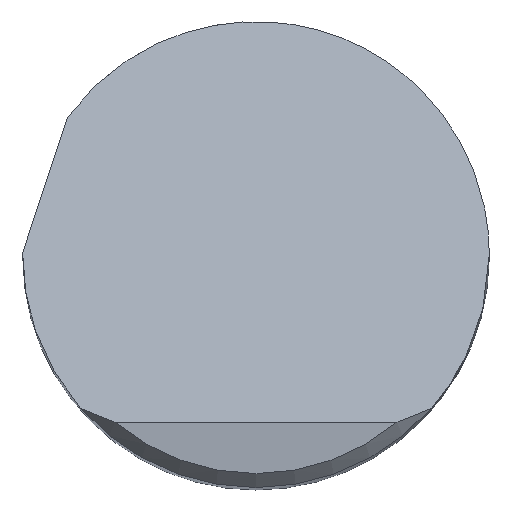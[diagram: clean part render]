
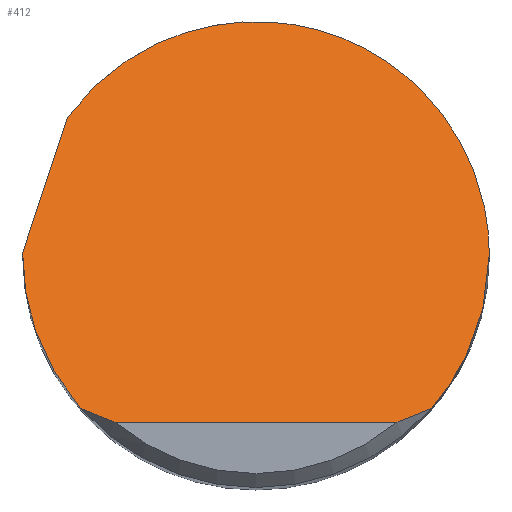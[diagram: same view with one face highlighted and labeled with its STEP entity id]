
A CAD part, top view. The second image highlights one B-rep face of the part: STEP entity #412.
In plain terms, the highlighted planar face has unit normal (0, 0.707, 0.707).
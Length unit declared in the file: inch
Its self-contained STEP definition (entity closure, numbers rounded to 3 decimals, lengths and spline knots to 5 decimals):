
#9 = EDGE_CURVE ( 'NONE', #548, #241, #238, .T. ) ;
#13 = CARTESIAN_POINT ( 'NONE',  ( -0.25, -0.06141, 2.38141 ) ) ;
#35 = ORIENTED_EDGE ( 'NONE', *, *, #448, .T. ) ;
#40 = VERTEX_POINT ( 'NONE', #141 ) ;
#62 = ORIENTED_EDGE ( 'NONE', *, *, #469, .F. ) ;
#68 = CARTESIAN_POINT ( 'NONE',  ( -0.25, 0.00133, 2.31867 ) ) ;
#115 = ORIENTED_EDGE ( 'NONE', *, *, #296, .F. ) ;
#124 = CARTESIAN_POINT ( 'NONE',  ( -0.18782, -0.165, 2.485 ) ) ;
#136 = CARTESIAN_POINT ( 'NONE',  ( 0.22834, -0.11887, 2.43887 ) ) ;
#141 = CARTESIAN_POINT ( 'NONE',  ( 0.15108, -0.18, 2.5 ) ) ;
#164 = B_SPLINE_CURVE_WITH_KNOTS ( 'NONE', 3,
 ( #124, #433, #604, #711 ),
 .UNSPECIFIED., .F., .F.,
 ( 4, 4 ),
 ( 0., 0.00108 ),
 .UNSPECIFIED. ) ;
#190 = DIRECTION ( 'NONE',  ( 1., 0., 0. ) ) ;
#203 = LINE ( 'NONE', #715, #331 ) ;
#224 = CARTESIAN_POINT ( 'NONE',  ( 0.17589, -0.1704, 2.4904 ) ) ;
#236 = B_SPLINE_CURVE_WITH_KNOTS ( 'NONE', 3,
 ( #515, #355, #224, #462 ),
 .UNSPECIFIED., .F., .F.,
 ( 4, 4 ),
 ( 0., 0.00108 ),
 .UNSPECIFIED. ) ;
#238 =( BOUNDED_CURVE ( )  B_SPLINE_CURVE ( 3, ( #727, #479, #136, #600 ),
 .UNSPECIFIED., .F., .F. ) 
 B_SPLINE_CURVE_WITH_KNOTS ( ( 4, 4 ),
 ( 1.5708, 2.29162 ),
 .UNSPECIFIED. ) 
 CURVE ( )  GEOMETRIC_REPRESENTATION_ITEM ( )  RATIONAL_B_SPLINE_CURVE ( ( 1., 0.957, 0.957, 1. ) ) 
 REPRESENTATION_ITEM ( '' )  );
#241 = VERTEX_POINT ( 'NONE', #675 ) ;
#244 = VERTEX_POINT ( 'NONE', #683 ) ;
#253 = DIRECTION ( 'NONE',  ( 0.227, 0.689, -0.689 ) ) ;
#258 = CARTESIAN_POINT ( 'NONE',  ( -0.18782, -0.165, 2.485 ) ) ;
#261 = DIRECTION ( 'NONE',  ( 0., 0.707, -0.707 ) ) ;
#268 = CARTESIAN_POINT ( 'NONE',  ( -0.20198, 0.14732, 2.17268 ) ) ;
#296 = EDGE_CURVE ( 'NONE', #555, #548, #327, .T. ) ;
#327 =( BOUNDED_CURVE ( )  B_SPLINE_CURVE ( 3, ( #268, #391, #614, #336 ),
 .UNSPECIFIED., .F., .F. ) 
 B_SPLINE_CURVE_WITH_KNOTS ( ( 4, 4 ),
 ( 5.34257, 7.85398 ),
 .UNSPECIFIED. ) 
 CURVE ( )  GEOMETRIC_REPRESENTATION_ITEM ( )  RATIONAL_B_SPLINE_CURVE ( ( 1., 0.54, 0.54, 1. ) ) 
 REPRESENTATION_ITEM ( '' )  );
#331 = VECTOR ( 'NONE', #253, 39.37008 ) ;
#333 = CARTESIAN_POINT ( 'NONE',  ( 0.25, 0., 2.32 ) ) ;
#334 = ORIENTED_EDGE ( 'NONE', *, *, #708, .T. ) ;
#336 = CARTESIAN_POINT ( 'NONE',  ( 0.25, 0., 2.32 ) ) ;
#355 = CARTESIAN_POINT ( 'NONE',  ( 0.16367, -0.17542, 2.49542 ) ) ;
#368 = CARTESIAN_POINT ( 'NONE',  ( -0.25, 0., 2.32 ) ) ;
#371 = CARTESIAN_POINT ( 'NONE',  ( -0.18782, -0.165, 2.485 ) ) ;
#376 =( BOUNDED_CURVE ( )  B_SPLINE_CURVE ( 3, ( #368, #589, #68, #531 ),
 .UNSPECIFIED., .F., .F. ) 
 B_SPLINE_CURVE_WITH_KNOTS ( ( 4, 4 ),
 ( 4.71239, 4.72039 ),
 .UNSPECIFIED. ) 
 CURVE ( )  GEOMETRIC_REPRESENTATION_ITEM ( )  RATIONAL_B_SPLINE_CURVE ( ( 1., 1., 1., 1. ) ) 
 REPRESENTATION_ITEM ( '' )  );
#380 = CARTESIAN_POINT ( 'NONE',  ( -0.25, -0.18, 2.5 ) ) ;
#391 = CARTESIAN_POINT ( 'NONE',  ( -0.02903, 0.38443, 1.93557 ) ) ;
#412 = ADVANCED_FACE ( 'NONE', ( #490 ), #587, .F. ) ;
#416 = ORIENTED_EDGE ( 'NONE', *, *, #529, .T. ) ;
#423 = CARTESIAN_POINT ( 'NONE',  ( -0.22834, -0.11887, 2.43887 ) ) ;
#433 = CARTESIAN_POINT ( 'NONE',  ( -0.17589, -0.1704, 2.4904 ) ) ;
#448 = EDGE_CURVE ( 'NONE', #480, #40, #483, .T. ) ;
#462 = CARTESIAN_POINT ( 'NONE',  ( 0.18782, -0.165, 2.485 ) ) ;
#469 = EDGE_CURVE ( 'NONE', #632, #555, #203, .T. ) ;
#476 = AXIS2_PLACEMENT_3D ( 'NONE', #380, #545, #261 ) ;
#479 = CARTESIAN_POINT ( 'NONE',  ( 0.25, -0.06141, 2.38141 ) ) ;
#480 = VERTEX_POINT ( 'NONE', #671 ) ;
#483 = LINE ( 'NONE', #487, #597 ) ;
#487 = CARTESIAN_POINT ( 'NONE',  ( 0., -0.18, 2.5 ) ) ;
#490 = FACE_OUTER_BOUND ( 'NONE', #560, .T. ) ;
#494 = ORIENTED_EDGE ( 'NONE', *, *, #541, .F. ) ;
#515 = CARTESIAN_POINT ( 'NONE',  ( 0.15108, -0.18, 2.5 ) ) ;
#520 = ORIENTED_EDGE ( 'NONE', *, *, #9, .F. ) ;
#529 = EDGE_CURVE ( 'NONE', #581, #480, #164, .T. ) ;
#531 = CARTESIAN_POINT ( 'NONE',  ( -0.24999, 0.002, 2.318 ) ) ;
#541 = EDGE_CURVE ( 'NONE', #581, #244, #602, .T. ) ;
#545 = DIRECTION ( 'NONE',  ( 0., -0.707, -0.707 ) ) ;
#548 = VERTEX_POINT ( 'NONE', #333 ) ;
#555 = VERTEX_POINT ( 'NONE', #705 ) ;
#558 = CARTESIAN_POINT ( 'NONE',  ( -0.24999, 0.002, 2.318 ) ) ;
#560 = EDGE_LOOP ( 'NONE', ( #35, #334, #520, #115, #62, #743, #494, #416 ) ) ;
#567 = EDGE_CURVE ( 'NONE', #244, #632, #376, .T. ) ;
#581 = VERTEX_POINT ( 'NONE', #371 ) ;
#587 = PLANE ( 'NONE',  #476 ) ;
#589 = CARTESIAN_POINT ( 'NONE',  ( -0.25, 0.00067, 2.31933 ) ) ;
#597 = VECTOR ( 'NONE', #190, 39.37008 ) ;
#600 = CARTESIAN_POINT ( 'NONE',  ( 0.18782, -0.165, 2.485 ) ) ;
#602 =( BOUNDED_CURVE ( )  B_SPLINE_CURVE ( 3, ( #258, #423, #13, #720 ),
 .UNSPECIFIED., .F., .F. ) 
 B_SPLINE_CURVE_WITH_KNOTS ( ( 4, 4 ),
 ( 3.99157, 4.71239 ),
 .UNSPECIFIED. ) 
 CURVE ( )  GEOMETRIC_REPRESENTATION_ITEM ( )  RATIONAL_B_SPLINE_CURVE ( ( 1., 0.957, 0.957, 1. ) ) 
 REPRESENTATION_ITEM ( '' )  );
#604 = CARTESIAN_POINT ( 'NONE',  ( -0.16367, -0.17542, 2.49542 ) ) ;
#614 = CARTESIAN_POINT ( 'NONE',  ( 0.25, 0.29348, 2.02652 ) ) ;
#632 = VERTEX_POINT ( 'NONE', #558 ) ;
#671 = CARTESIAN_POINT ( 'NONE',  ( -0.15108, -0.18, 2.5 ) ) ;
#675 = CARTESIAN_POINT ( 'NONE',  ( 0.18782, -0.165, 2.485 ) ) ;
#683 = CARTESIAN_POINT ( 'NONE',  ( -0.25, 0., 2.32 ) ) ;
#705 = CARTESIAN_POINT ( 'NONE',  ( -0.20198, 0.14732, 2.17268 ) ) ;
#708 = EDGE_CURVE ( 'NONE', #40, #241, #236, .T. ) ;
#711 = CARTESIAN_POINT ( 'NONE',  ( -0.15108, -0.18, 2.5 ) ) ;
#715 = CARTESIAN_POINT ( 'NONE',  ( -0.30701, -0.17058, 2.49058 ) ) ;
#720 = CARTESIAN_POINT ( 'NONE',  ( -0.25, 0., 2.32 ) ) ;
#727 = CARTESIAN_POINT ( 'NONE',  ( 0.25, 0., 2.32 ) ) ;
#743 = ORIENTED_EDGE ( 'NONE', *, *, #567, .F. ) ;
